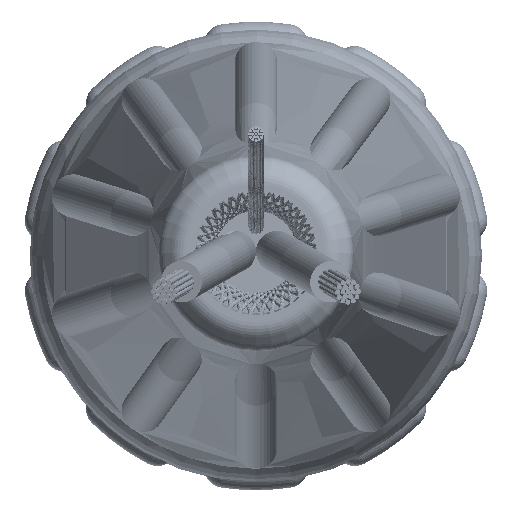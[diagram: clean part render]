
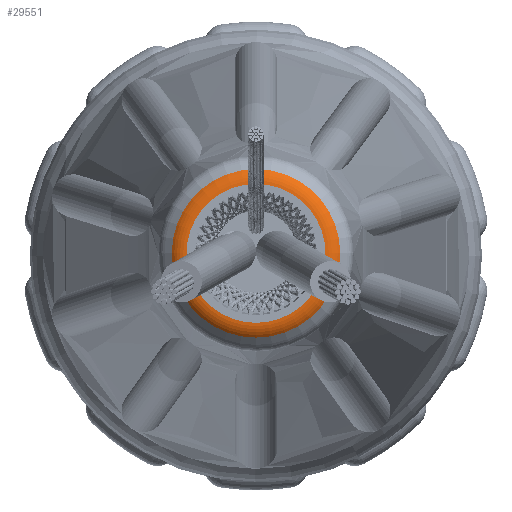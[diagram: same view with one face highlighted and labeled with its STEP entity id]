
A CAD part, top view. The second image highlights one B-rep face of the part: STEP entity #29551.
In plain terms, the highlighted toroidal (fillet/blend) face has major radius 2.711 mm and minor radius 0.813 mm.
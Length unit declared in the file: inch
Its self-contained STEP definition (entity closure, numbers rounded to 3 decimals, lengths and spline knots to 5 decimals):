
#6488=FACE_OUTER_BOUND('',#8051,.T.);
#8051=EDGE_LOOP('',(#21130,#21131,#21132,#21133,#21134,#21135));
#9620=CIRCLE('',#31606,0.12937);
#9621=CIRCLE('',#31607,0.12937);
#9624=CIRCLE('',#31612,0.032);
#9625=CIRCLE('',#31613,0.10675);
#9626=CIRCLE('',#31614,0.10675);
#12101=VERTEX_POINT('',#50109);
#12102=VERTEX_POINT('',#50110);
#12105=VERTEX_POINT('',#50121);
#12106=VERTEX_POINT('',#50123);
#15508=EDGE_CURVE('',#12101,#12102,#9620,.T.);
#15510=EDGE_CURVE('',#12102,#12101,#9621,.T.);
#15514=EDGE_CURVE('',#12102,#12105,#9624,.T.);
#15515=EDGE_CURVE('',#12105,#12106,#9625,.T.);
#15516=EDGE_CURVE('',#12106,#12105,#9626,.T.);
#21130=ORIENTED_EDGE('',*,*,#15508,.T.);
#21131=ORIENTED_EDGE('',*,*,#15514,.T.);
#21132=ORIENTED_EDGE('',*,*,#15515,.T.);
#21133=ORIENTED_EDGE('',*,*,#15516,.T.);
#21134=ORIENTED_EDGE('',*,*,#15514,.F.);
#21135=ORIENTED_EDGE('',*,*,#15510,.T.);
#29110=TOROIDAL_SURFACE('',#31611,0.10675,0.032);
#29551=ADVANCED_FACE('',(#6488),#29110,.T.);
#31606=AXIS2_PLACEMENT_3D('',#50111,#35905,#35906);
#31607=AXIS2_PLACEMENT_3D('',#50113,#35908,#35909);
#31611=AXIS2_PLACEMENT_3D('',#50120,#35917,#35918);
#31612=AXIS2_PLACEMENT_3D('',#50122,#35919,#35920);
#31613=AXIS2_PLACEMENT_3D('',#50124,#35921,#35922);
#31614=AXIS2_PLACEMENT_3D('',#50125,#35923,#35924);
#35905=DIRECTION('center_axis',(0.,0.,-1.));
#35906=DIRECTION('ref_axis',(0.,-1.,0.));
#35908=DIRECTION('center_axis',(0.,0.,-1.));
#35909=DIRECTION('ref_axis',(0.,-1.,0.));
#35917=DIRECTION('center_axis',(0.,0.,1.));
#35918=DIRECTION('ref_axis',(1.,0.,0.));
#35919=DIRECTION('center_axis',(0.,-1.,0.));
#35920=DIRECTION('ref_axis',(-1.,0.,0.));
#35921=DIRECTION('center_axis',(0.,0.,1.));
#35922=DIRECTION('ref_axis',(0.,-1.,0.));
#35923=DIRECTION('center_axis',(0.,0.,1.));
#35924=DIRECTION('ref_axis',(0.,-1.,0.));
#50109=CARTESIAN_POINT('',(0.,0.12937,-2.89063));
#50110=CARTESIAN_POINT('',(-0.12937,0.,-2.89063));
#50111=CARTESIAN_POINT('Origin',(0.,0.,-2.89063));
#50113=CARTESIAN_POINT('Origin',(0.,0.,-2.89063));
#50120=CARTESIAN_POINT('Origin',(0.,0.,-2.868));
#50121=CARTESIAN_POINT('',(-0.10675,0.,-2.9));
#50122=CARTESIAN_POINT('Origin',(-0.10675,0.,
-2.868));
#50123=CARTESIAN_POINT('',(0.,0.10675,-2.9));
#50124=CARTESIAN_POINT('Origin',(0.,0.,-2.9));
#50125=CARTESIAN_POINT('Origin',(0.,0.,-2.9));
